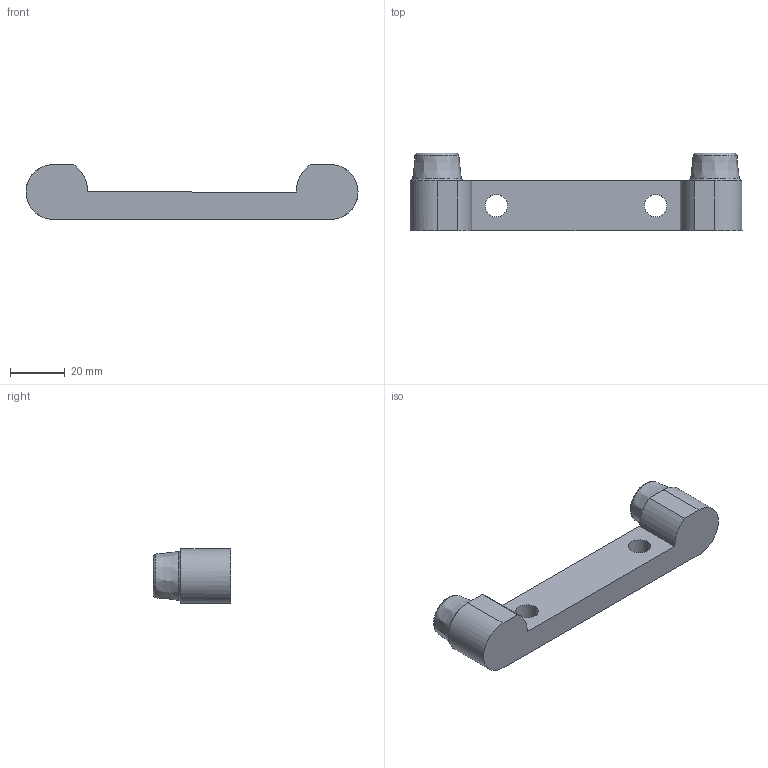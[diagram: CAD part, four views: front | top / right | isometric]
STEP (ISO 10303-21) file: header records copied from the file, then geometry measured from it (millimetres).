
FILE_DESCRIPTION(/* description */ ('Alibre Inc.'),/* implementation_level */ '2;1');
FILE_NAME(/* name */ 'export0',/* time_stamp */ '2012-06-01T13:24:15-04:00',/* author */ (''),/* organization */ (''),/* preprocessor_version */ 'ST-DEVELOPER v14',/* originating_system */ 'Alibre',/* authorisation */ '');
FILE_SCHEMA (('AUTOMOTIVE_DESIGN'));
Length unit declared in the file: centimetre
Bounding box: 121.1 x 28.2 x 20 mm (x, y, z)
Volume: 27764 mm3; surface area: 10850.3 mm2
Topology: 1 solids, 1 shells, 26 faces, 64 edges, 42 vertices
Faces by surface type: plane 10, cylinder 8, bspline 6, torus 2
Full cylindrical faces by diameter (mm): 8.2 x2, 9.8 x2
Entity records: 1533 total; most frequent: CARTESIAN_POINT 983, ORIENTED_EDGE 112, DIRECTION 85, EDGE_CURVE 56, AXIS2_PLACEMENT_3D 41, VERTEX_POINT 40, EDGE_LOOP 38, FACE_BOUND 38
